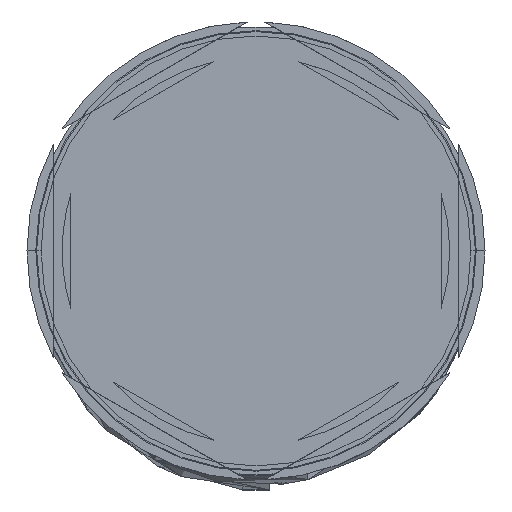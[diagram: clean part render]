
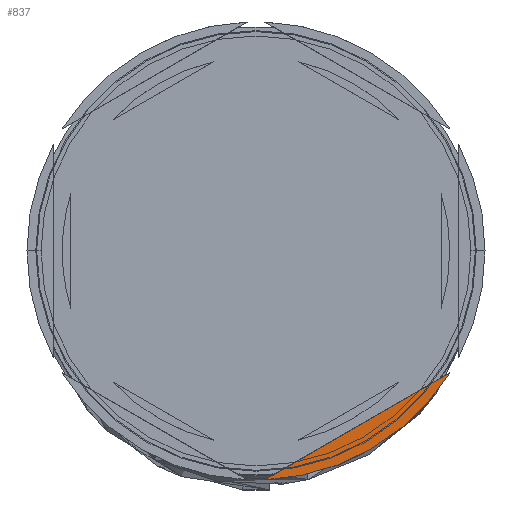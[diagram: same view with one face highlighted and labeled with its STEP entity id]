
A CAD part, top view. The second image highlights one B-rep face of the part: STEP entity #837.
In plain terms, the highlighted planar face has unit normal (0, 0, 1).
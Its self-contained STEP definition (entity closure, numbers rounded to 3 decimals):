
#21 = EDGE_CURVE ( 'NONE', #608, #3546, #1216, .T. ) ;
#95 = CARTESIAN_POINT ( 'NONE',  ( 0., 0., 0. ) ) ;
#246 = DIRECTION ( 'NONE',  ( 0., 0., 1. ) ) ;
#343 = CARTESIAN_POINT ( 'NONE',  ( 0., -13.279, 0. ) ) ;
#541 = CARTESIAN_POINT ( 'NONE',  ( 0.5, -12.99, 0. ) ) ;
#608 = VERTEX_POINT ( 'NONE', #541 ) ;
#837 = ADVANCED_FACE ( 'NONE', ( #4370 ), #1367, .T. ) ;
#941 = DIRECTION ( 'NONE',  ( 0., 0., 1. ) ) ;
#1038 = EDGE_CURVE ( 'NONE', #608, #3546, #1440, .T. ) ;
#1216 = CIRCLE ( 'NONE', #3972, 13. ) ;
#1367 = PLANE ( 'NONE',  #1684 ) ;
#1440 = LINE ( 'NONE', #343, #3801 ) ;
#1488 = DIRECTION ( 'NONE',  ( 0.866, 0.5, 0. ) ) ;
#1684 = AXIS2_PLACEMENT_3D ( 'NONE', #3282, #246, #4760 ) ;
#1714 = CARTESIAN_POINT ( 'NONE',  ( 11., -6.928, 0. ) ) ;
#3086 = DIRECTION ( 'NONE',  ( 1., 0., 0. ) ) ;
#3282 = CARTESIAN_POINT ( 'NONE',  ( 0., 0., 0. ) ) ;
#3546 = VERTEX_POINT ( 'NONE', #1714 ) ;
#3566 = ORIENTED_EDGE ( 'NONE', *, *, #21, .T. ) ;
#3629 = ORIENTED_EDGE ( 'NONE', *, *, #1038, .F. ) ;
#3801 = VECTOR ( 'NONE', #1488, 1000. ) ;
#3972 = AXIS2_PLACEMENT_3D ( 'NONE', #95, #941, #3086 ) ;
#4370 = FACE_OUTER_BOUND ( 'NONE', #4373, .T. ) ;
#4373 = EDGE_LOOP ( 'NONE', ( #3629, #3566 ) ) ;
#4760 = DIRECTION ( 'NONE',  ( 1., 0., 0. ) ) ;
